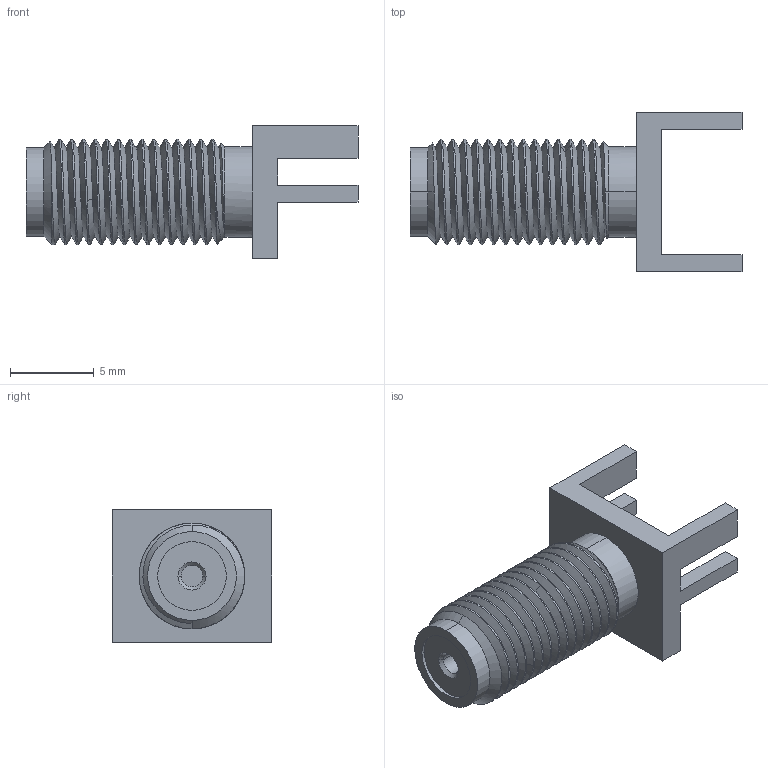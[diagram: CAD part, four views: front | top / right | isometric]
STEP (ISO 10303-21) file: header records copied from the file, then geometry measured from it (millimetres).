
FILE_DESCRIPTION((''),'2;1');
FILE_NAME('1','2021-08-16T',('1111'),(''),'PRO/ENGINEER BY PARAMETRIC TECHNOLOGY CORPORATION, 2012090','PRO/ENGINEER BY PARAMETRIC TECHNOLOGY CORPORATION, 2012090','');
FILE_SCHEMA(('CONFIG_CONTROL_DESIGN'));
Length unit declared in the file: millimetre
Products named in the file (1): 1
Bounding box: 19.8 x 9.5 x 7.9 mm (x, y, z)
Volume: 483.4 mm3; surface area: 724.6 mm2
Topology: 1 solids, 1 shells, 75 faces, 200 edges, 130 vertices
Faces by surface type: cylinder 36, plane 25, bspline 8, cone 6
Entity records: 5996 total; most frequent: CARTESIAN_POINT 4239, ORIENTED_EDGE 400, DIRECTION 281, EDGE_CURVE 200, VERTEX_POINT 130, VECTOR 107, LINE 107, AXIS2_PLACEMENT_3D 87
